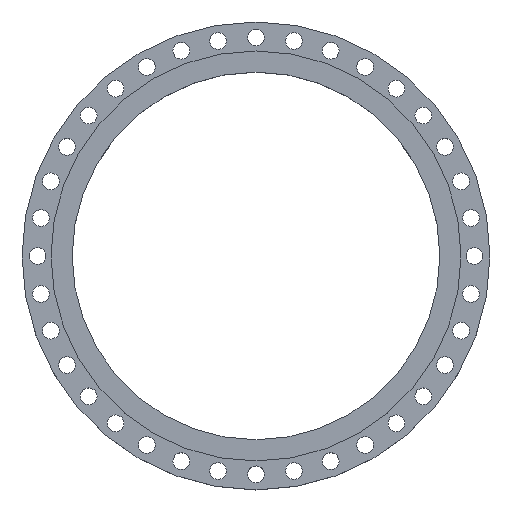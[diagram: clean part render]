
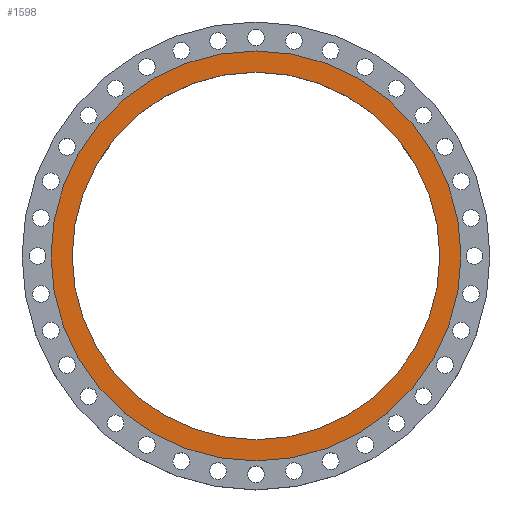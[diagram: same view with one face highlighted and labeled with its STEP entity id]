
A CAD part, top view. The second image highlights one B-rep face of the part: STEP entity #1598.
In plain terms, the highlighted planar face has unit normal (0, 0, 1).
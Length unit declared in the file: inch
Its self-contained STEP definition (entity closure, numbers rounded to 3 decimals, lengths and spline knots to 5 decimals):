
#138 = VERTEX_POINT ( 'NONE', #1424 ) ;
#246 = DIRECTION ( 'NONE',  ( 0., 0., -1. ) ) ;
#283 = EDGE_CURVE ( 'NONE', #1103, #3084, #2146, .T. ) ;
#549 = CARTESIAN_POINT ( 'NONE',  ( 0., 0., 0. ) ) ;
#592 = DIRECTION ( 'NONE',  ( 0., 0., 1. ) ) ;
#719 = PLANE ( 'NONE',  #1898 ) ;
#906 = CARTESIAN_POINT ( 'NONE',  ( 0., 0., 0. ) ) ;
#919 = ORIENTED_EDGE ( 'NONE', *, *, #1976, .T. ) ;
#974 = CARTESIAN_POINT ( 'NONE',  ( 0., 0., 0. ) ) ;
#1028 = DIRECTION ( 'NONE',  ( 1., 0., 0. ) ) ;
#1103 = VERTEX_POINT ( 'NONE', #2876 ) ;
#1424 = CARTESIAN_POINT ( 'NONE',  ( -20.625, 0., 0. ) ) ;
#1540 = CARTESIAN_POINT ( 'NONE',  ( -23., 0., 0. ) ) ;
#1598 = ADVANCED_FACE ( 'NONE', ( #2755, #1985 ), #719, .F. ) ;
#1599 = EDGE_CURVE ( 'NONE', #2383, #138, #3160, .T. ) ;
#1719 = DIRECTION ( 'NONE',  ( 0., 0., 1. ) ) ;
#1739 = DIRECTION ( 'NONE',  ( 1., 0., 0. ) ) ;
#1791 = AXIS2_PLACEMENT_3D ( 'NONE', #2810, #592, #2112 ) ;
#1815 = EDGE_CURVE ( 'NONE', #138, #2383, #3014, .T. ) ;
#1898 = AXIS2_PLACEMENT_3D ( 'NONE', #2288, #246, #2492 ) ;
#1946 = DIRECTION ( 'NONE',  ( 1., 0., 0. ) ) ;
#1976 = EDGE_CURVE ( 'NONE', #3084, #1103, #2323, .T. ) ;
#1985 = FACE_OUTER_BOUND ( 'NONE', #2586, .T. ) ;
#1999 = AXIS2_PLACEMENT_3D ( 'NONE', #906, #2656, #1946 ) ;
#2027 = ORIENTED_EDGE ( 'NONE', *, *, #283, .T. ) ;
#2039 = ORIENTED_EDGE ( 'NONE', *, *, #1599, .F. ) ;
#2112 = DIRECTION ( 'NONE',  ( 1., 0., 0. ) ) ;
#2146 = CIRCLE ( 'NONE', #2517, 23. ) ;
#2288 = CARTESIAN_POINT ( 'NONE',  ( 0., 20.625, 0. ) ) ;
#2323 = CIRCLE ( 'NONE', #1999, 23. ) ;
#2383 = VERTEX_POINT ( 'NONE', #2704 ) ;
#2492 = DIRECTION ( 'NONE',  ( -1., 0., 0. ) ) ;
#2517 = AXIS2_PLACEMENT_3D ( 'NONE', #974, #2954, #1739 ) ;
#2586 = EDGE_LOOP ( 'NONE', ( #2027, #919 ) ) ;
#2656 = DIRECTION ( 'NONE',  ( 0., 0., 1. ) ) ;
#2704 = CARTESIAN_POINT ( 'NONE',  ( 20.625, 0., 0. ) ) ;
#2755 = FACE_BOUND ( 'NONE', #2947, .T. ) ;
#2810 = CARTESIAN_POINT ( 'NONE',  ( 0., 0., 0. ) ) ;
#2876 = CARTESIAN_POINT ( 'NONE',  ( 23., 0., 0. ) ) ;
#2947 = EDGE_LOOP ( 'NONE', ( #2039, #3112 ) ) ;
#2954 = DIRECTION ( 'NONE',  ( 0., 0., 1. ) ) ;
#3014 = CIRCLE ( 'NONE', #1791, 20.625 ) ;
#3084 = VERTEX_POINT ( 'NONE', #1540 ) ;
#3112 = ORIENTED_EDGE ( 'NONE', *, *, #1815, .F. ) ;
#3114 = AXIS2_PLACEMENT_3D ( 'NONE', #549, #1719, #1028 ) ;
#3160 = CIRCLE ( 'NONE', #3114, 20.625 ) ;
